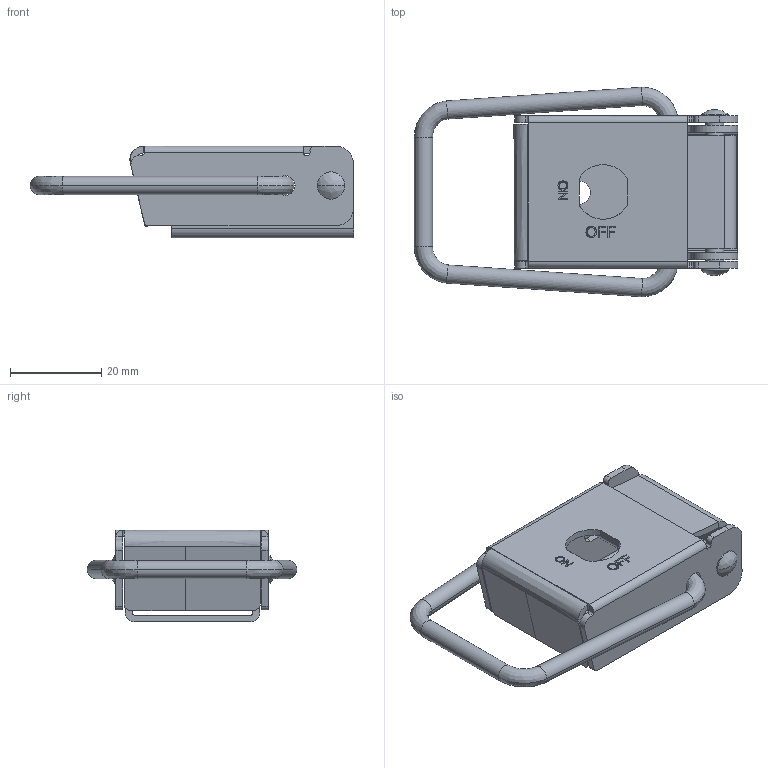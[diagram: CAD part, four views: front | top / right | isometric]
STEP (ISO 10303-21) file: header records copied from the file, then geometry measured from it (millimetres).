
FILE_DESCRIPTION(/* description */ (''),/* implementation_level */ '2;1');
FILE_NAME(/* name */ 'DK023',/* time_stamp */ '2024-10-19T13:52:57+08:00',/* author */ (''),/* organization */ (''),/* preprocessor_version */ 'ST-DEVELOPER v19.2',/* originating_system */ 'Rhino 8.5',/* authorisation */ '');
FILE_SCHEMA (('CONFIG_CONTROL_DESIGN'));
Length unit declared in the file: millimetre
Products named in the file (1): Document
Bounding box: 71 x 46.01 x 20.15 mm (x, y, z)
Volume: 5639.7 mm3; surface area: 15621.8 mm2
Topology: 4 solids, 5 shells, 228 faces, 592 edges, 369 vertices
Faces by surface type: plane 115, cylinder 87, bspline 26
Entity records: 8070 total; most frequent: CARTESIAN_POINT 3401, ORIENTED_EDGE 1142, EDGE_CURVE 586, DIRECTION 524, VERTEX_POINT 369, AXIS2_PLACEMENT_3D 360, B_SPLINE_CURVE_WITH_KNOTS 311, EDGE_LOOP 263
